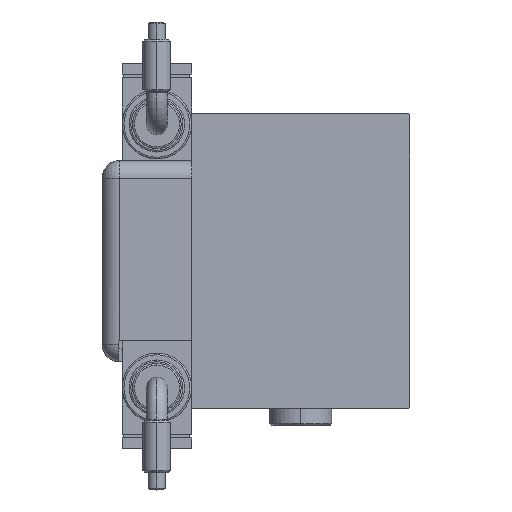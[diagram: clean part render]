
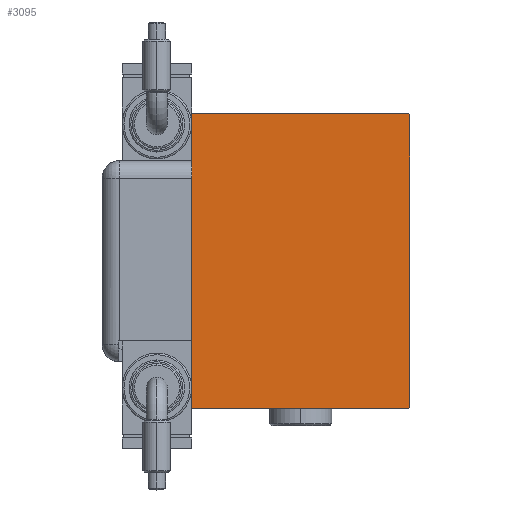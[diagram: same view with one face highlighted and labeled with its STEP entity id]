
A CAD part, left-side view. The second image highlights one B-rep face of the part: STEP entity #3095.
In plain terms, the highlighted face is planar.
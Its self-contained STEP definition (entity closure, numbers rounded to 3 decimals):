
#2187 = ORIENTED_EDGE ( 'NONE', *, *, #47301, .T. ) ;
#2671 = CARTESIAN_POINT ( 'NONE',  ( 263., 31.2, -42.5 ) ) ;
#2993 = LINE ( 'NONE', #30411, #37819 ) ;
#3095 = ADVANCED_FACE ( 'NONE', ( #5284 ), #42724, .T. ) ;
#3262 = ORIENTED_EDGE ( 'NONE', *, *, #60948, .T. ) ;
#3899 = DIRECTION ( 'NONE',  ( 0., -0.707, -0.707 ) ) ;
#4179 = VERTEX_POINT ( 'NONE', #46087 ) ;
#4313 = DIRECTION ( 'NONE',  ( 0., 0.707, 0.707 ) ) ;
#5284 = FACE_OUTER_BOUND ( 'NONE', #27345, .T. ) ;
#7184 = VERTEX_POINT ( 'NONE', #36400 ) ;
#8679 = LINE ( 'NONE', #56354, #16867 ) ;
#9387 = CARTESIAN_POINT ( 'NONE',  ( 263., 36.85, 36.85 ) ) ;
#9792 = CARTESIAN_POINT ( 'NONE',  ( 263., 31.2, 42.5 ) ) ;
#9922 = ORIENTED_EDGE ( 'NONE', *, *, #53799, .T. ) ;
#13707 = ORIENTED_EDGE ( 'NONE', *, *, #47007, .T. ) ;
#13941 = ORIENTED_EDGE ( 'NONE', *, *, #44419, .T. ) ;
#14020 = DIRECTION ( 'NONE',  ( 0., 0., -1. ) ) ;
#14040 = LINE ( 'NONE', #28993, #32088 ) ;
#16086 = DIRECTION ( 'NONE',  ( 0., 0., 1. ) ) ;
#16256 = LINE ( 'NONE', #45258, #54828 ) ;
#16867 = VECTOR ( 'NONE', #4313, 1000. ) ;
#17033 = ORIENTED_EDGE ( 'NONE', *, *, #33573, .T. ) ;
#17349 = CARTESIAN_POINT ( 'NONE',  ( 263., -31.5, 42.2 ) ) ;
#17772 = VECTOR ( 'NONE', #29698, 1000. ) ;
#19055 = LINE ( 'NONE', #9387, #47261 ) ;
#21386 = DIRECTION ( 'NONE',  ( 0., -1., 0. ) ) ;
#27345 = EDGE_LOOP ( 'NONE', ( #40464, #13707, #9922, #47678, #2187, #17033, #13941, #3262 ) ) ;
#28061 = CARTESIAN_POINT ( 'NONE',  ( 263., 0., 0. ) ) ;
#28993 = CARTESIAN_POINT ( 'NONE',  ( 263., -36.85, -36.85 ) ) ;
#29599 = EDGE_CURVE ( 'NONE', #52257, #33694, #19055, .T. ) ;
#29698 = DIRECTION ( 'NONE',  ( 0., 0., -1. ) ) ;
#30002 = VERTEX_POINT ( 'NONE', #17349 ) ;
#30411 = CARTESIAN_POINT ( 'NONE',  ( 263., 31.5, 42.5 ) ) ;
#31213 = DIRECTION ( 'NONE',  ( 0., 1., 0. ) ) ;
#32088 = VECTOR ( 'NONE', #32764, 1000. ) ;
#32764 = DIRECTION ( 'NONE',  ( 0., 0.707, -0.707 ) ) ;
#33573 = EDGE_CURVE ( 'NONE', #4179, #30002, #42243, .T. ) ;
#33694 = VERTEX_POINT ( 'NONE', #9792 ) ;
#36400 = CARTESIAN_POINT ( 'NONE',  ( 263., 31.5, -42.2 ) ) ;
#37514 = VERTEX_POINT ( 'NONE', #41554 ) ;
#37819 = VECTOR ( 'NONE', #21386, 1000. ) ;
#38379 = DIRECTION ( 'NONE',  ( 0., -0.707, 0.707 ) ) ;
#39184 = CARTESIAN_POINT ( 'NONE',  ( 263., 31.5, -42.5 ) ) ;
#39801 = LINE ( 'NONE', #39184, #54825 ) ;
#40464 = ORIENTED_EDGE ( 'NONE', *, *, #49587, .T. ) ;
#41554 = CARTESIAN_POINT ( 'NONE',  ( 263., -31.5, -42.2 ) ) ;
#42243 = LINE ( 'NONE', #46285, #43378 ) ;
#42415 = DIRECTION ( 'NONE',  ( 1., 0., 0. ) ) ;
#42724 = PLANE ( 'NONE',  #44188 ) ;
#43378 = VECTOR ( 'NONE', #3899, 1000. ) ;
#44051 = CARTESIAN_POINT ( 'NONE',  ( 263., -31.5, 42.5 ) ) ;
#44188 = AXIS2_PLACEMENT_3D ( 'NONE', #28061, #42415, #14020 ) ;
#44419 = EDGE_CURVE ( 'NONE', #30002, #37514, #57157, .T. ) ;
#45258 = CARTESIAN_POINT ( 'NONE',  ( 263., -31.5, -42.5 ) ) ;
#45400 = VERTEX_POINT ( 'NONE', #52570 ) ;
#46087 = CARTESIAN_POINT ( 'NONE',  ( 263., -31.2, 42.5 ) ) ;
#46285 = CARTESIAN_POINT ( 'NONE',  ( 263., -36.85, 36.85 ) ) ;
#47007 = EDGE_CURVE ( 'NONE', #56269, #7184, #8679, .T. ) ;
#47261 = VECTOR ( 'NONE', #38379, 1000. ) ;
#47301 = EDGE_CURVE ( 'NONE', #33694, #4179, #2993, .T. ) ;
#47678 = ORIENTED_EDGE ( 'NONE', *, *, #29599, .T. ) ;
#47747 = CARTESIAN_POINT ( 'NONE',  ( 263., 31.5, 42.2 ) ) ;
#49587 = EDGE_CURVE ( 'NONE', #45400, #56269, #16256, .T. ) ;
#52257 = VERTEX_POINT ( 'NONE', #47747 ) ;
#52570 = CARTESIAN_POINT ( 'NONE',  ( 263., -31.2, -42.5 ) ) ;
#53799 = EDGE_CURVE ( 'NONE', #7184, #52257, #39801, .T. ) ;
#54825 = VECTOR ( 'NONE', #16086, 1000. ) ;
#54828 = VECTOR ( 'NONE', #31213, 1000. ) ;
#56269 = VERTEX_POINT ( 'NONE', #2671 ) ;
#56354 = CARTESIAN_POINT ( 'NONE',  ( 263., 36.85, -36.85 ) ) ;
#57157 = LINE ( 'NONE', #44051, #17772 ) ;
#60948 = EDGE_CURVE ( 'NONE', #37514, #45400, #14040, .T. ) ;
